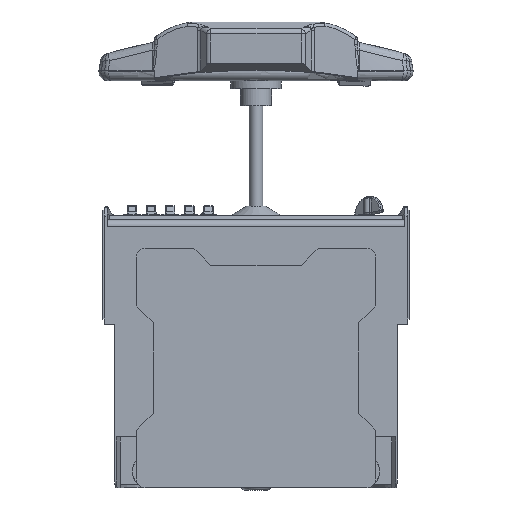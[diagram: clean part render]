
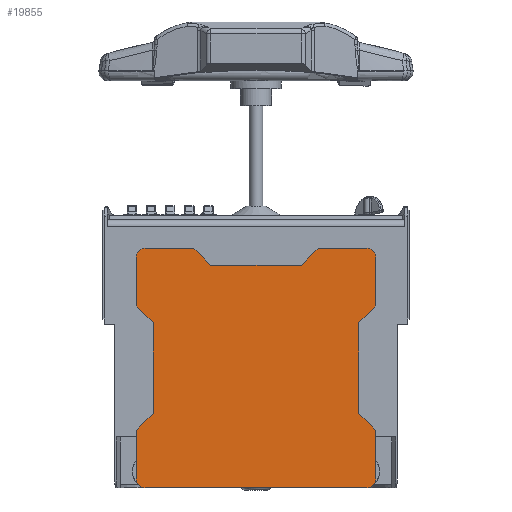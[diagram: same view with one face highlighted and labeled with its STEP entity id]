
A CAD part, front view. The second image highlights one B-rep face of the part: STEP entity #19855.
In plain terms, the highlighted planar face has unit normal (0, -1, 0).
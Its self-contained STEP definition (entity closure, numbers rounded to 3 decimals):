
#728=PLANE('',#21209);
#1564=FACE_OUTER_BOUND('',#2877,.T.);
#2877=EDGE_LOOP('',(#14568,#14569,#14570,#14571,#14572,#14573,#14574,#14575,
#14576,#14577,#14578,#14579,#14580,#14581,#14582,#14583,#14584,#14585,#14586,
#14587));
#4134=LINE('',#28578,#6256);
#4140=LINE('',#28590,#6262);
#4144=LINE('',#28599,#6266);
#4721=LINE('',#29983,#6843);
#4728=LINE('',#30035,#6850);
#4732=LINE('',#30043,#6854);
#4734=LINE('',#30048,#6856);
#4735=LINE('',#30050,#6857);
#4736=LINE('',#30051,#6858);
#4737=LINE('',#30054,#6859);
#4738=LINE('',#30056,#6860);
#4739=LINE('',#30057,#6861);
#4740=LINE('',#30061,#6862);
#4741=LINE('',#30064,#6863);
#4742=LINE('',#30066,#6864);
#4743=LINE('',#30067,#6865);
#6256=VECTOR('',#22932,1000.);
#6262=VECTOR('',#22940,1000.);
#6266=VECTOR('',#22946,1000.);
#6843=VECTOR('',#23601,1000.);
#6850=VECTOR('',#23610,1000.);
#6854=VECTOR('',#23616,1000.);
#6856=VECTOR('',#23622,1000.);
#6857=VECTOR('',#23623,1000.);
#6858=VECTOR('',#23624,1000.);
#6859=VECTOR('',#23627,1000.);
#6860=VECTOR('',#23628,1000.);
#6861=VECTOR('',#23629,1000.);
#6862=VECTOR('',#23632,1000.);
#6863=VECTOR('',#23635,1000.);
#6864=VECTOR('',#23636,1000.);
#6865=VECTOR('',#23637,1000.);
#8410=CIRCLE('',#21210,8.);
#8411=CIRCLE('',#21211,8.);
#8412=CIRCLE('',#21212,8.);
#8413=CIRCLE('',#21213,8.);
#8945=VERTEX_POINT('',#28576);
#8946=VERTEX_POINT('',#28577);
#8950=VERTEX_POINT('',#28588);
#8951=VERTEX_POINT('',#28589);
#8954=VERTEX_POINT('',#28597);
#8955=VERTEX_POINT('',#28598);
#9554=VERTEX_POINT('',#29980);
#9555=VERTEX_POINT('',#29982);
#9558=VERTEX_POINT('',#30032);
#9559=VERTEX_POINT('',#30034);
#9561=VERTEX_POINT('',#30040);
#9562=VERTEX_POINT('',#30042);
#9563=VERTEX_POINT('',#30047);
#9564=VERTEX_POINT('',#30049);
#9565=VERTEX_POINT('',#30053);
#9566=VERTEX_POINT('',#30055);
#9567=VERTEX_POINT('',#30058);
#9568=VERTEX_POINT('',#30060);
#9569=VERTEX_POINT('',#30063);
#9570=VERTEX_POINT('',#30065);
#10864=EDGE_CURVE('',#8945,#8946,#4134,.T.);
#10870=EDGE_CURVE('',#8950,#8951,#4140,.T.);
#10874=EDGE_CURVE('',#8954,#8955,#4144,.T.);
#11502=EDGE_CURVE('',#9554,#9555,#4721,.T.);
#11511=EDGE_CURVE('',#9558,#9559,#4728,.T.);
#11515=EDGE_CURVE('',#9562,#9561,#4732,.T.);
#11517=EDGE_CURVE('',#9558,#8955,#8410,.T.);
#11518=EDGE_CURVE('',#9563,#8954,#4734,.T.);
#11519=EDGE_CURVE('',#9564,#9563,#4735,.T.);
#11520=EDGE_CURVE('',#9555,#9564,#4736,.T.);
#11521=EDGE_CURVE('',#9554,#8950,#8411,.T.);
#11522=EDGE_CURVE('',#9565,#8951,#4737,.T.);
#11523=EDGE_CURVE('',#9566,#9565,#4738,.T.);
#11524=EDGE_CURVE('',#9562,#9566,#4739,.T.);
#11525=EDGE_CURVE('',#9561,#9567,#8412,.T.);
#11526=EDGE_CURVE('',#9567,#9568,#4740,.T.);
#11527=EDGE_CURVE('',#9568,#8946,#8413,.T.);
#11528=EDGE_CURVE('',#9569,#8945,#4741,.T.);
#11529=EDGE_CURVE('',#9570,#9569,#4742,.T.);
#11530=EDGE_CURVE('',#9559,#9570,#4743,.T.);
#14568=ORIENTED_EDGE('',*,*,#11511,.F.);
#14569=ORIENTED_EDGE('',*,*,#11517,.T.);
#14570=ORIENTED_EDGE('',*,*,#10874,.F.);
#14571=ORIENTED_EDGE('',*,*,#11518,.F.);
#14572=ORIENTED_EDGE('',*,*,#11519,.F.);
#14573=ORIENTED_EDGE('',*,*,#11520,.F.);
#14574=ORIENTED_EDGE('',*,*,#11502,.F.);
#14575=ORIENTED_EDGE('',*,*,#11521,.T.);
#14576=ORIENTED_EDGE('',*,*,#10870,.T.);
#14577=ORIENTED_EDGE('',*,*,#11522,.F.);
#14578=ORIENTED_EDGE('',*,*,#11523,.F.);
#14579=ORIENTED_EDGE('',*,*,#11524,.F.);
#14580=ORIENTED_EDGE('',*,*,#11515,.T.);
#14581=ORIENTED_EDGE('',*,*,#11525,.T.);
#14582=ORIENTED_EDGE('',*,*,#11526,.T.);
#14583=ORIENTED_EDGE('',*,*,#11527,.T.);
#14584=ORIENTED_EDGE('',*,*,#10864,.F.);
#14585=ORIENTED_EDGE('',*,*,#11528,.F.);
#14586=ORIENTED_EDGE('',*,*,#11529,.F.);
#14587=ORIENTED_EDGE('',*,*,#11530,.F.);
#19855=ADVANCED_FACE('',(#1564),#728,.F.);
#21209=AXIS2_PLACEMENT_3D('',#30045,#23618,#23619);
#21210=AXIS2_PLACEMENT_3D('',#30046,#23620,#23621);
#21211=AXIS2_PLACEMENT_3D('',#30052,#23625,#23626);
#21212=AXIS2_PLACEMENT_3D('',#30059,#23630,#23631);
#21213=AXIS2_PLACEMENT_3D('',#30062,#23633,#23634);
#22932=DIRECTION('',(0.,0.,-1.));
#22940=DIRECTION('',(0.,0.,-1.));
#22946=DIRECTION('',(1.,0.,0.));
#23601=DIRECTION('',(1.,0.,0.));
#23610=DIRECTION('',(0.,0.,-1.));
#23616=DIRECTION('',(0.,0.,-1.));
#23618=DIRECTION('center_axis',(0.,1.,0.));
#23619=DIRECTION('ref_axis',(0.,0.,1.));
#23620=DIRECTION('center_axis',(0.,-1.,0.));
#23621=DIRECTION('ref_axis',(0.,0.,1.));
#23622=DIRECTION('',(0.707,0.,0.707));
#23623=DIRECTION('',(1.,0.,0.));
#23624=DIRECTION('',(0.707,0.,-0.707));
#23625=DIRECTION('center_axis',(0.,-1.,0.));
#23626=DIRECTION('ref_axis',(0.,0.,1.));
#23627=DIRECTION('',(-0.707,0.,0.707));
#23628=DIRECTION('',(0.,0.,1.));
#23629=DIRECTION('',(0.707,0.,0.707));
#23630=DIRECTION('center_axis',(0.,-1.,0.));
#23631=DIRECTION('ref_axis',(0.,0.,1.));
#23632=DIRECTION('',(1.,0.,0.));
#23633=DIRECTION('center_axis',(0.,-1.,0.));
#23634=DIRECTION('ref_axis',(0.,0.,1.));
#23635=DIRECTION('',(0.707,0.,-0.707));
#23636=DIRECTION('',(0.,0.,-1.));
#23637=DIRECTION('',(-0.707,0.,-0.707));
#28576=CARTESIAN_POINT('',(105.999,-10.,-146.5));
#28577=CARTESIAN_POINT('',(105.999,-10.,-189.5));
#28578=CARTESIAN_POINT('',(105.999,-10.,14.5));
#28588=CARTESIAN_POINT('',(-105.999,-10.,6.5));
#28589=CARTESIAN_POINT('',(-105.999,-10.,-36.5));
#28590=CARTESIAN_POINT('',(-105.999,-10.,14.5));
#28597=CARTESIAN_POINT('',(55.,-10.,14.5));
#28598=CARTESIAN_POINT('',(97.999,-10.,14.5));
#28599=CARTESIAN_POINT('',(-105.999,-10.,14.5));
#29980=CARTESIAN_POINT('',(-97.999,-10.,14.5));
#29982=CARTESIAN_POINT('',(-55.,-10.,14.5));
#29983=CARTESIAN_POINT('',(-105.999,-10.,14.5));
#30032=CARTESIAN_POINT('',(105.999,-10.,6.5));
#30034=CARTESIAN_POINT('',(105.999,-10.,-36.5));
#30035=CARTESIAN_POINT('',(105.999,-10.,14.5));
#30040=CARTESIAN_POINT('',(-105.999,-10.,-189.5));
#30042=CARTESIAN_POINT('',(-105.999,-10.,-146.5));
#30043=CARTESIAN_POINT('',(-105.999,-10.,14.5));
#30045=CARTESIAN_POINT('Origin',(-105.999,-10.,14.5));
#30046=CARTESIAN_POINT('Origin',(97.999,-10.,6.5));
#30047=CARTESIAN_POINT('',(40.,-10.,-0.5));
#30048=CARTESIAN_POINT('',(55.,-10.,14.5));
#30049=CARTESIAN_POINT('',(-40.,-10.,-0.5));
#30050=CARTESIAN_POINT('',(-40.,-10.,-0.5));
#30051=CARTESIAN_POINT('',(-55.,-10.,14.5));
#30052=CARTESIAN_POINT('Origin',(-97.999,-10.,6.5));
#30053=CARTESIAN_POINT('',(-90.999,-10.,-51.5));
#30054=CARTESIAN_POINT('',(-105.999,-10.,-36.5));
#30055=CARTESIAN_POINT('',(-90.999,-10.,-131.5));
#30056=CARTESIAN_POINT('',(-90.999,-10.,-51.5));
#30057=CARTESIAN_POINT('',(-105.999,-10.,-146.5));
#30058=CARTESIAN_POINT('',(-97.999,-10.,-197.5));
#30059=CARTESIAN_POINT('Origin',(-97.999,-10.,-189.5));
#30060=CARTESIAN_POINT('',(97.999,-10.,-197.5));
#30061=CARTESIAN_POINT('',(-105.999,-10.,-197.5));
#30062=CARTESIAN_POINT('Origin',(97.999,-10.,-189.5));
#30063=CARTESIAN_POINT('',(90.999,-10.,-131.5));
#30064=CARTESIAN_POINT('',(105.999,-10.,-146.5));
#30065=CARTESIAN_POINT('',(90.999,-10.,-51.5));
#30066=CARTESIAN_POINT('',(90.999,-10.,-51.5));
#30067=CARTESIAN_POINT('',(105.999,-10.,-36.5));
